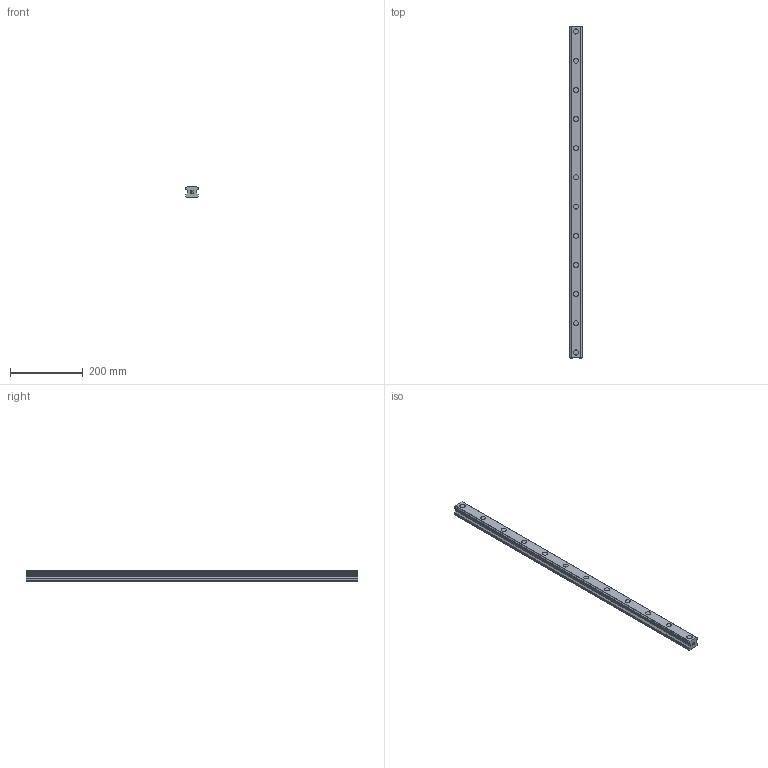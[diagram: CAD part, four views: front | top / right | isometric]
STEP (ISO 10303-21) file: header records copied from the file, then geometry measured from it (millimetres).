
FILE_DESCRIPTION(('STEP AP214'),'1');
FILE_NAME('cctmp_1ABF2E3C-50BA-4252-A3FE-3621B4F5E27A_2020_7_1_10_53_26_636..stp','2020-07-01T08:53:26',('HIWIN GmbH'),('CADClick - www.CADClick.com'),'Spatial InterOp 3D',' ','unknown authorization');
FILE_SCHEMA(('AUTOMOTIVE_DESIGN'));
Length unit declared in the file: millimetre
Products named in the file (1): HGR35R910H_FILE
Bounding box: 34 x 910 x 29 mm (x, y, z)
Volume: 741924.5 mm3; surface area: 133683.2 mm2
Topology: 1 solids, 1 shells, 223 faces, 543 edges, 362 vertices
Faces by surface type: plane 129, cylinder 94
Entity records: 8393 total; most frequent: DIRECTION 1179, CARTESIAN_POINT 1129, ORIENTED_EDGE 1086, EDGE_CURVE 543, AXIS2_PLACEMENT_3D 412, VERTEX_POINT 362, LINE 355, VECTOR 355
